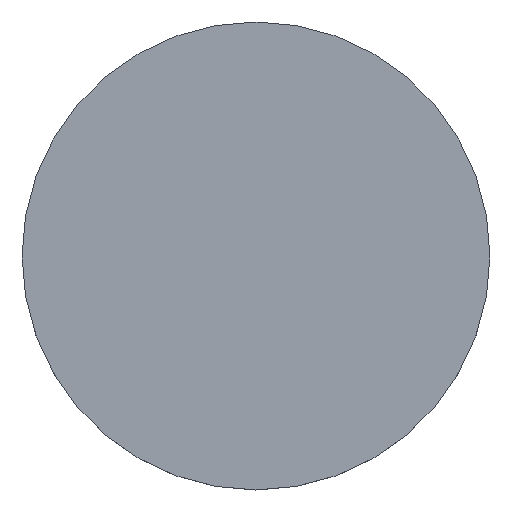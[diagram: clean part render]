
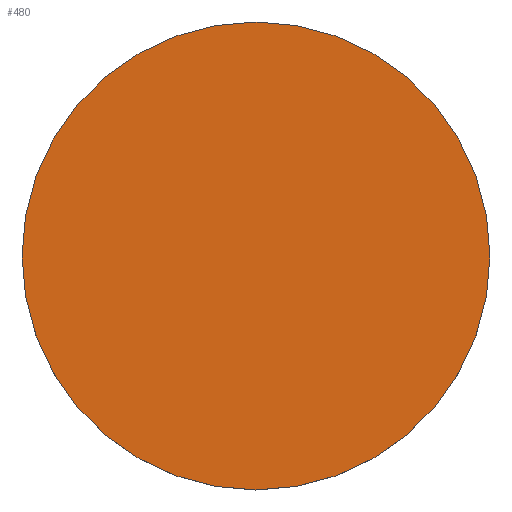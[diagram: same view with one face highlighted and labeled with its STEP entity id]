
A CAD part, top view. The second image highlights one B-rep face of the part: STEP entity #480.
In plain terms, the highlighted planar face has unit normal (0, 0, 1).
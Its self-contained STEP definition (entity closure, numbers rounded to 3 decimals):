
#17 = AXIS2_PLACEMENT_3D ( 'NONE', #180, #139, #96 ) ;
#22 = FACE_OUTER_BOUND ( 'NONE', #91, .T. ) ;
#26 = ORIENTED_EDGE ( 'NONE', *, *, #443, .F. ) ;
#91 = EDGE_LOOP ( 'NONE', ( #172, #26 ) ) ;
#96 = DIRECTION ( 'NONE',  ( 1., 0., 0. ) ) ;
#134 = CARTESIAN_POINT ( 'NONE',  ( 12.7, 0., 6.16 ) ) ;
#139 = DIRECTION ( 'NONE',  ( 0., 0., -1. ) ) ;
#140 = DIRECTION ( 'NONE',  ( 1., 0., 0. ) ) ;
#172 = ORIENTED_EDGE ( 'NONE', *, *, #490, .F. ) ;
#180 = CARTESIAN_POINT ( 'NONE',  ( 0., 0., 6.16 ) ) ;
#184 = CARTESIAN_POINT ( 'NONE',  ( 0., 0., 6.16 ) ) ;
#266 = CARTESIAN_POINT ( 'NONE',  ( -12.7, 0., 6.16 ) ) ;
#268 = DIRECTION ( 'NONE',  ( 1., 0., 0. ) ) ;
#301 = DIRECTION ( 'NONE',  ( 0., 0., -1. ) ) ;
#313 = VERTEX_POINT ( 'NONE', #266 ) ;
#344 = CIRCLE ( 'NONE', #524, 12.7 ) ;
#347 = PLANE ( 'NONE',  #352 ) ;
#352 = AXIS2_PLACEMENT_3D ( 'NONE', #385, #469, #268 ) ;
#385 = CARTESIAN_POINT ( 'NONE',  ( 0., 26.112, 6.16 ) ) ;
#443 = EDGE_CURVE ( 'NONE', #313, #452, #532, .T. ) ;
#452 = VERTEX_POINT ( 'NONE', #134 ) ;
#469 = DIRECTION ( 'NONE',  ( 0., 0., 1. ) ) ;
#480 = ADVANCED_FACE ( 'NONE', ( #22 ), #347, .T. ) ;
#490 = EDGE_CURVE ( 'NONE', #452, #313, #344, .T. ) ;
#524 = AXIS2_PLACEMENT_3D ( 'NONE', #184, #301, #140 ) ;
#532 = CIRCLE ( 'NONE', #17, 12.7 ) ;
